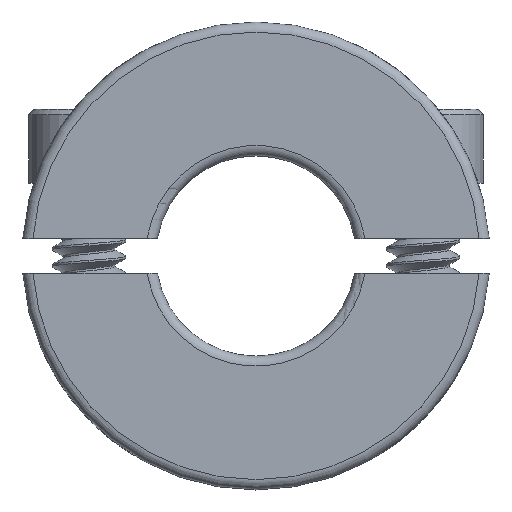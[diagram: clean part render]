
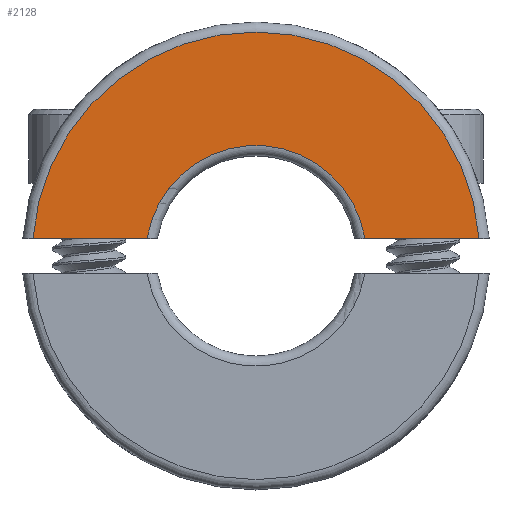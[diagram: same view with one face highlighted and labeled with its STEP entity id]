
A CAD part, top view. The second image highlights one B-rep face of the part: STEP entity #2128.
In plain terms, the highlighted planar face has unit normal (0, 0, 1).
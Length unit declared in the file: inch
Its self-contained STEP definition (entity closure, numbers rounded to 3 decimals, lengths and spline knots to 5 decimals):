
#837 = DIRECTION ( 'NONE',  ( 1., 0., 0. ) ) ;
#838 = DIRECTION ( 'NONE',  ( 0., 0., -1. ) ) ;
#842 = CARTESIAN_POINT ( 'NONE',  ( 0., 0., 0.1875 ) ) ;
#977 = DIRECTION ( 'NONE',  ( 1., 0., 0. ) ) ;
#978 = DIRECTION ( 'NONE',  ( 0., 0., 1. ) ) ;
#980 = CARTESIAN_POINT ( 'NONE',  ( 0., 0., 0.1875 ) ) ;
#1364 = AXIS2_PLACEMENT_3D ( 'NONE', #980, #978, #977 ) ;
#1372 = AXIS2_PLACEMENT_3D ( 'NONE', #842, #838, #837 ) ;
#2128 = ADVANCED_FACE ( 'NONE', ( #7861 ), #5815, .T. ) ;
#2960 = DIRECTION ( 'NONE',  ( 1., 0., 0. ) ) ;
#2988 = DIRECTION ( 'NONE',  ( 1., 0., 0. ) ) ;
#2990 = CARTESIAN_POINT ( 'NONE',  ( 0.18461, 0.03281, 0.1875 ) ) ;
#3003 = CARTESIAN_POINT ( 'NONE',  ( -0.43627, 0.03281, 0.1875 ) ) ;
#3208 = CARTESIAN_POINT ( 'NONE',  ( 0.20362, 0.03281, 0.1875 ) ) ;
#3247 = CARTESIAN_POINT ( 'NONE',  ( 0.41746, 0.03281, 0.1875 ) ) ;
#3381 = CARTESIAN_POINT ( 'NONE',  ( -0.41746, 0.03281, 0.1875 ) ) ;
#3442 = CARTESIAN_POINT ( 'NONE',  ( -0.20362, 0.03281, 0.1875 ) ) ;
#3866 = VERTEX_POINT ( 'NONE', #3247 ) ;
#3870 = VERTEX_POINT ( 'NONE', #3208 ) ;
#4122 = VERTEX_POINT ( 'NONE', #3442 ) ;
#4206 = VERTEX_POINT ( 'NONE', #3381 ) ;
#5402 = AXIS2_PLACEMENT_3D ( 'NONE', #5799, #5857, #5855 ) ;
#5599 = ORIENTED_EDGE ( 'NONE', *, *, #7056, .T. ) ;
#5756 = ORIENTED_EDGE ( 'NONE', *, *, #7059, .T. ) ;
#5771 = ORIENTED_EDGE ( 'NONE', *, *, #7288, .T. ) ;
#5799 = CARTESIAN_POINT ( 'NONE',  ( 0., 0., 0.1875 ) ) ;
#5815 = PLANE ( 'NONE',  #5402 ) ;
#5855 = DIRECTION ( 'NONE',  ( 1., 0., 0. ) ) ;
#5857 = DIRECTION ( 'NONE',  ( 0., 0., 1. ) ) ;
#6535 = ORIENTED_EDGE ( 'NONE', *, *, #7315, .T. ) ;
#7056 = EDGE_CURVE ( 'NONE', #4206, #4122, #7758, .T. ) ;
#7059 = EDGE_CURVE ( 'NONE', #3870, #3866, #7747, .T. ) ;
#7288 = EDGE_CURVE ( 'NONE', #3866, #4206, #7793, .T. ) ;
#7315 = EDGE_CURVE ( 'NONE', #4122, #3870, #7788, .T. ) ;
#7528 = EDGE_LOOP ( 'NONE', ( #5756, #5771, #5599, #6535 ) ) ;
#7743 = VECTOR ( 'NONE', #2988, 39.37008 ) ;
#7747 = LINE ( 'NONE', #2990, #7743 ) ;
#7749 = VECTOR ( 'NONE', #2960, 39.37008 ) ;
#7758 = LINE ( 'NONE', #3003, #7749 ) ;
#7788 = CIRCLE ( 'NONE', #1372, 0.20625 ) ;
#7793 = CIRCLE ( 'NONE', #1364, 0.41875 ) ;
#7861 = FACE_OUTER_BOUND ( 'NONE', #7528, .T. ) ;
